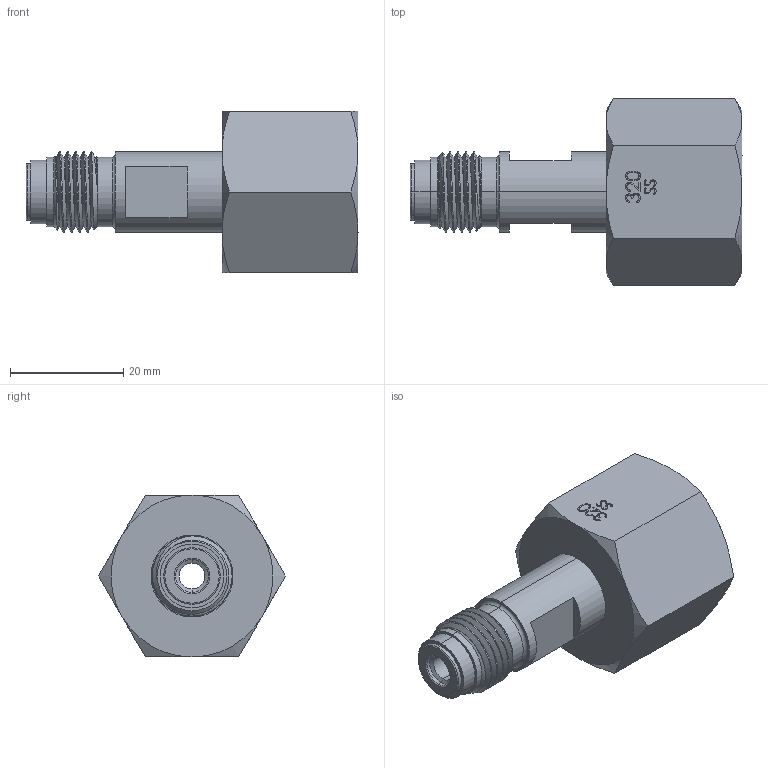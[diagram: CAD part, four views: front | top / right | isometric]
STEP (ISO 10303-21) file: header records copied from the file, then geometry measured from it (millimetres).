
FILE_DESCRIPTION (( 'STEP AP203' ), '1' );
FILE_NAME ('INL-320SS-4MFS-P.STEP', '2025-08-28T19:44:12', ( '' ), ( '' ), 'SwSTEP 2.0', 'SolidWorks 2018', '' );
FILE_SCHEMA (( 'CONFIG_CONTROL_DESIGN' ));
Length unit declared in the file: inch
Products named in the file (4): PRT-000033; PRT-000260; PRT-000124; INL-320SS-4MFS-P
Assembly tree (3 placements, depth 2):
  INL-320SS-4MFS-P
    PRT-000033
    PRT-000124
    PRT-000260
Bounding box: 58.6 x 33 x 28.57 mm (x, y, z)
Volume: 16858.8 mm3; surface area: 9195.2 mm2
Topology: 3 solids, 3 shells, 123 faces, 440 edges, 337 vertices
Faces by surface type: cylinder 46, cone 31, plane 30, torus 10, bspline 6
Entity records: 11861 total; most frequent: CARTESIAN_POINT 7986, ORIENTED_EDGE 880, DIRECTION 540, EDGE_CURVE 440, VERTEX_POINT 337, B_SPLINE_CURVE_WITH_KNOTS 226, AXIS2_PLACEMENT_3D 224, EDGE_LOOP 143
